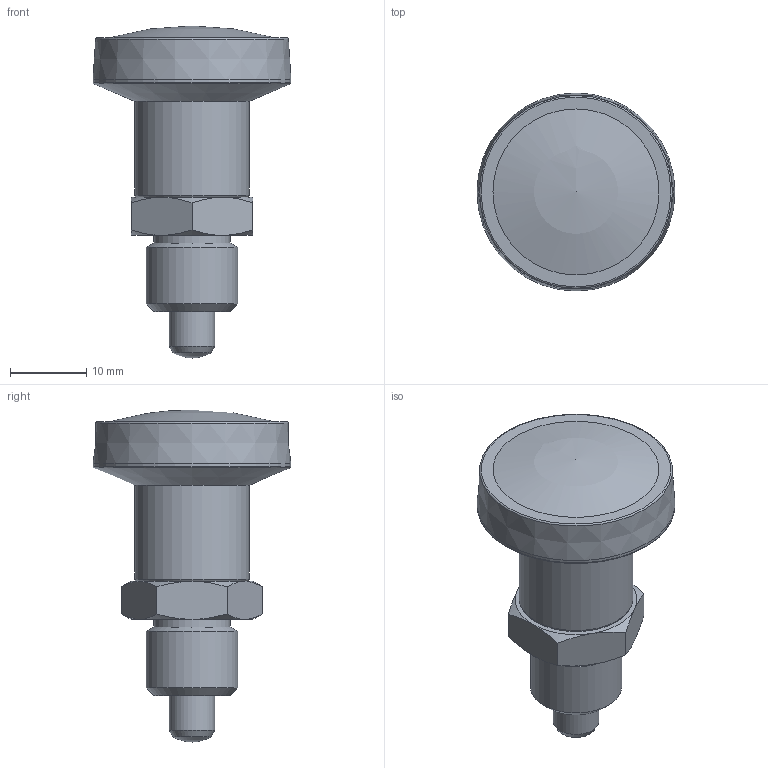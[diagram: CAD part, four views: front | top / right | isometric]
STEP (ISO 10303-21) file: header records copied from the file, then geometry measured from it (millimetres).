
FILE_DESCRIPTION( ( 'Unknown' ), '1' );
FILE_NAME( '6395812_PRAX_26.stp', 'Unknown', ( 'Unknown' ), ( 'Unknown' ), 'PSStep 14.0', 'Unknown', ' ' );
FILE_SCHEMA( ( 'AUTOMOTIVE_DESIGN { 1 0 10303 214 1 1 1 1 }' ) );
Length unit declared in the file: millimetre
Products named in the file (1): 8900451
Bounding box: 26 x 26 x 43.6 mm (x, y, z)
Volume: 8346.7 mm3; surface area: 4986.6 mm2
Topology: 1 solids, 7 shells, 86 faces, 204 edges, 129 vertices
Faces by surface type: plane 33, cone 32, cylinder 16, torus 3, sphere 2
Full cylindrical faces by diameter (mm): 3.8 x4, 4 x2, 6 x1, 6.1 x1, 9.7 x1, 10 x2, 12 x1, 15 x1, 26 x1
Entity records: 2954 total; most frequent: CARTESIAN_POINT 533, DIRECTION 360, ORIENTED_EDGE 298, AXIS2_PLACEMENT_3D 160, EDGE_CURVE 149, EDGE_LOOP 132, VERTEX_POINT 109, FACE_OUTER_BOUND 103
